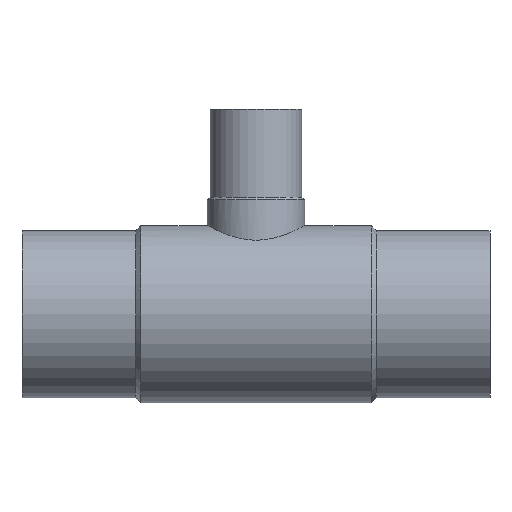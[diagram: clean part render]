
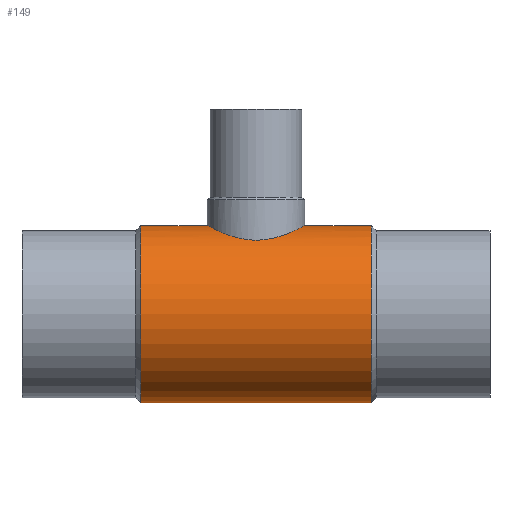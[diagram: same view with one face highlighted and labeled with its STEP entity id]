
A CAD part, top view. The second image highlights one B-rep face of the part: STEP entity #149.
In plain terms, the highlighted cylindrical face has radius 105.95 mm (diameter 211.9 mm), a partial arc.
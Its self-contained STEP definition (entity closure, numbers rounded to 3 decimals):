
#149 = ADVANCED_FACE( '', ( #375 ), #376, .T. );
#171 = VERTEX_POINT( '', #403 );
#213 = VERTEX_POINT( '', #449 );
#217 = EDGE_CURVE( '', #319, #289, #453, .T. );
#225 = EDGE_CURVE( '', #171, #273, #461, .T. );
#241 = EDGE_CURVE( '', #273, #213, #478, .T. );
#273 = VERTEX_POINT( '', #517 );
#275 = EDGE_CURVE( '', #213, #307, #519, .T. );
#281 = EDGE_CURVE( '', #319, #307, #525, .T. );
#289 = VERTEX_POINT( '', #534 );
#303 = EDGE_CURVE( '', #289, #171, #549, .T. );
#307 = VERTEX_POINT( '', #553 );
#319 = VERTEX_POINT( '', #567 );
#375 = FACE_OUTER_BOUND( '', #660, .T. );
#376 = CYLINDRICAL_SURFACE( '', #661, 105.95 );
#403 = CARTESIAN_POINT( '', ( -141.95, 105.95, 0. ) );
#449 = CARTESIAN_POINT( '', ( -338.3, 105.95, 0. ) );
#453 = LINE( '', #824, #825 );
#461 = LINE( '', #836, #837 );
#478 = B_SPLINE_CURVE_WITH_KNOTS( '', 3, ( #860, #861, #862, #863, #864, #865, #866, #867, #868, #869, #870, #871, #872, #873, #874, #875, #876, #877, #878, #879, #880, #881, #882, #883, #884, #885, #886, #887, #888, #889, #890, #891, #892, #893, #894, #895, #896, #897, #898, #899, #900, #901, #902, #903, #904, #905, #906, #907, #908, #909, #910, #911, #912, #913, #914, #915, #916, #917, #918, #919, #920, #921, #922, #923, #924, #925 ), .UNSPECIFIED., .F., .F., ( 4, 2, 2, 2, 2, 2, 2, 2, 2, 2, 2, 2, 2, 2, 2, 2, 2, 2, 2, 2, 2, 2, 2, 2, 2, 2, 2, 2, 2, 2, 2, 2, 4 ), ( 90.093, 95.712, 101.331, 106.949, 112.568, 118.187, 123.806, 129.425, 135.044, 140.686, 146.329, 151.972, 157.615, 163.258, 168.9, 174.543, 180.186, 185.829, 191.472, 197.114, 202.757, 208.4, 214.043, 219.686, 225.329, 230.947, 236.566, 242.185, 247.804, 253.423, 259.041, 264.66, 270.279 ), .UNSPECIFIED. );
#517 = CARTESIAN_POINT( '', ( -221.7, 105.95, 0. ) );
#519 = LINE( '', #1011, #1012 );
#525 = CIRCLE( '', #1022, 105.95 );
#534 = CARTESIAN_POINT( '', ( -141.95, -105.95, 0. ) );
#549 = CIRCLE( '', #1084, 105.95 );
#553 = CARTESIAN_POINT( '', ( -418.05, 105.95, 0. ) );
#567 = CARTESIAN_POINT( '', ( -418.05, -105.95, 0. ) );
#660 = EDGE_LOOP( '', ( #1178, #1179, #1180, #1181, #1182, #1183 ) );
#661 = AXIS2_PLACEMENT_3D( '', #1184, #1185, #1186 );
#824 = CARTESIAN_POINT( '', ( -280., -105.95, 0. ) );
#825 = VECTOR( '', #1278, 1. );
#836 = CARTESIAN_POINT( '', ( -280., 105.95, 0. ) );
#837 = VECTOR( '', #1285, 1. );
#860 = CARTESIAN_POINT( '', ( -221.7, 105.95, 0. ) );
#861 = CARTESIAN_POINT( '', ( -221.7, 105.95, 1.873 ) );
#862 = CARTESIAN_POINT( '', ( -221.791, 105.9, 3.772 ) );
#863 = CARTESIAN_POINT( '', ( -222.164, 105.696, 7.583 ) );
#864 = CARTESIAN_POINT( '', ( -222.446, 105.541, 9.496 ) );
#865 = CARTESIAN_POINT( '', ( -223.204, 105.129, 13.299 ) );
#866 = CARTESIAN_POINT( '', ( -223.68, 104.873, 15.189 ) );
#867 = CARTESIAN_POINT( '', ( -224.819, 104.265, 18.913 ) );
#868 = CARTESIAN_POINT( '', ( -225.482, 103.915, 20.747 ) );
#869 = CARTESIAN_POINT( '', ( -226.983, 103.135, 24.328 ) );
#870 = CARTESIAN_POINT( '', ( -227.821, 102.706, 26.077 ) );
#871 = CARTESIAN_POINT( '', ( -229.656, 101.786, 29.463 ) );
#872 = CARTESIAN_POINT( '', ( -230.652, 101.296, 31.101 ) );
#873 = CARTESIAN_POINT( '', ( -232.778, 100.277, 34.243 ) );
#874 = CARTESIAN_POINT( '', ( -233.908, 99.749, 35.747 ) );
#875 = CARTESIAN_POINT( '', ( -236.272, 98.679, 38.603 ) );
#876 = CARTESIAN_POINT( '', ( -237.507, 98.137, 39.955 ) );
#877 = CARTESIAN_POINT( '', ( -240.05, 97.063, 42.499 ) );
#878 = CARTESIAN_POINT( '', ( -241.406, 96.51, 43.736 ) );
#879 = CARTESIAN_POINT( '', ( -244.268, 95.402, 46.103 ) );
#880 = CARTESIAN_POINT( '', ( -245.773, 94.846, 47.233 ) );
#881 = CARTESIAN_POINT( '', ( -248.914, 93.759, 49.357 ) );
#882 = CARTESIAN_POINT( '', ( -250.55, 93.227, 50.351 ) );
#883 = CARTESIAN_POINT( '', ( -253.93, 92.215, 52.182 ) );
#884 = CARTESIAN_POINT( '', ( -255.675, 91.735, 53.018 ) );
#885 = CARTESIAN_POINT( '', ( -259.248, 90.852, 54.516 ) );
#886 = CARTESIAN_POINT( '', ( -261.078, 90.45, 55.178 ) );
#887 = CARTESIAN_POINT( '', ( -264.795, 89.746, 56.316 ) );
#888 = CARTESIAN_POINT( '', ( -266.683, 89.444, 56.792 ) );
#889 = CARTESIAN_POINT( '', ( -270.484, 88.958, 57.551 ) );
#890 = CARTESIAN_POINT( '', ( -272.398, 88.773, 57.834 ) );
#891 = CARTESIAN_POINT( '', ( -276.215, 88.528, 58.209 ) );
#892 = CARTESIAN_POINT( '', ( -278.119, 88.468, 58.3 ) );
#893 = CARTESIAN_POINT( '', ( -281.881, 88.468, 58.3 ) );
#894 = CARTESIAN_POINT( '', ( -283.785, 88.528, 58.209 ) );
#895 = CARTESIAN_POINT( '', ( -287.602, 88.773, 57.834 ) );
#896 = CARTESIAN_POINT( '', ( -289.516, 88.958, 57.551 ) );
#897 = CARTESIAN_POINT( '', ( -293.317, 89.444, 56.792 ) );
#898 = CARTESIAN_POINT( '', ( -295.205, 89.746, 56.316 ) );
#899 = CARTESIAN_POINT( '', ( -298.922, 90.45, 55.178 ) );
#900 = CARTESIAN_POINT( '', ( -300.752, 90.852, 54.516 ) );
#901 = CARTESIAN_POINT( '', ( -304.325, 91.735, 53.018 ) );
#902 = CARTESIAN_POINT( '', ( -306.07, 92.215, 52.182 ) );
#903 = CARTESIAN_POINT( '', ( -309.45, 93.227, 50.351 ) );
#904 = CARTESIAN_POINT( '', ( -311.086, 93.759, 49.357 ) );
#905 = CARTESIAN_POINT( '', ( -314.227, 94.846, 47.233 ) );
#906 = CARTESIAN_POINT( '', ( -315.732, 95.402, 46.103 ) );
#907 = CARTESIAN_POINT( '', ( -318.594, 96.51, 43.736 ) );
#908 = CARTESIAN_POINT( '', ( -319.95, 97.063, 42.499 ) );
#909 = CARTESIAN_POINT( '', ( -322.493, 98.137, 39.955 ) );
#910 = CARTESIAN_POINT( '', ( -323.728, 98.679, 38.603 ) );
#911 = CARTESIAN_POINT( '', ( -326.092, 99.749, 35.747 ) );
#912 = CARTESIAN_POINT( '', ( -327.222, 100.277, 34.243 ) );
#913 = CARTESIAN_POINT( '', ( -329.348, 101.296, 31.101 ) );
#914 = CARTESIAN_POINT( '', ( -330.344, 101.786, 29.463 ) );
#915 = CARTESIAN_POINT( '', ( -332.179, 102.706, 26.077 ) );
#916 = CARTESIAN_POINT( '', ( -333.017, 103.135, 24.328 ) );
#917 = CARTESIAN_POINT( '', ( -334.518, 103.915, 20.747 ) );
#918 = CARTESIAN_POINT( '', ( -335.181, 104.265, 18.913 ) );
#919 = CARTESIAN_POINT( '', ( -336.32, 104.873, 15.189 ) );
#920 = CARTESIAN_POINT( '', ( -336.796, 105.129, 13.299 ) );
#921 = CARTESIAN_POINT( '', ( -337.554, 105.541, 9.496 ) );
#922 = CARTESIAN_POINT( '', ( -337.836, 105.696, 7.583 ) );
#923 = CARTESIAN_POINT( '', ( -338.209, 105.9, 3.772 ) );
#924 = CARTESIAN_POINT( '', ( -338.3, 105.95, 1.873 ) );
#925 = CARTESIAN_POINT( '', ( -338.3, 105.95, 0. ) );
#1011 = CARTESIAN_POINT( '', ( -280., 105.95, 0. ) );
#1012 = VECTOR( '', #1356, 1. );
#1022 = AXIS2_PLACEMENT_3D( '', #1361, #1362, #1363 );
#1084 = AXIS2_PLACEMENT_3D( '', #1390, #1391, #1392 );
#1178 = ORIENTED_EDGE( '', *, *, #225, .T. );
#1179 = ORIENTED_EDGE( '', *, *, #241, .T. );
#1180 = ORIENTED_EDGE( '', *, *, #275, .T. );
#1181 = ORIENTED_EDGE( '', *, *, #281, .F. );
#1182 = ORIENTED_EDGE( '', *, *, #217, .T. );
#1183 = ORIENTED_EDGE( '', *, *, #303, .T. );
#1184 = CARTESIAN_POINT( '', ( -280., 0., 0. ) );
#1185 = DIRECTION( '', ( 1., 0., 0. ) );
#1186 = DIRECTION( '', ( 0., 1., 0. ) );
#1278 = DIRECTION( '', ( 1., 0., 0. ) );
#1285 = DIRECTION( '', ( -1., 0., 0. ) );
#1356 = DIRECTION( '', ( -1., 0., 0. ) );
#1361 = CARTESIAN_POINT( '', ( -418.05, 0., 0. ) );
#1362 = DIRECTION( '', ( -1., 0., 0. ) );
#1363 = DIRECTION( '', ( 0., 1., 0. ) );
#1390 = CARTESIAN_POINT( '', ( -141.95, 0., 0. ) );
#1391 = DIRECTION( '', ( -1., 0., 0. ) );
#1392 = DIRECTION( '', ( 0., 1., 0. ) );
